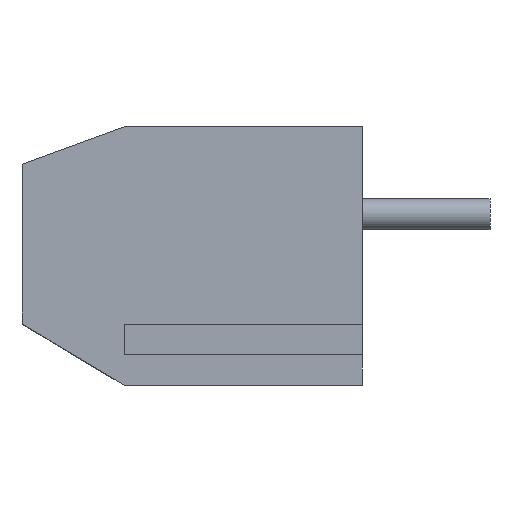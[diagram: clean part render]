
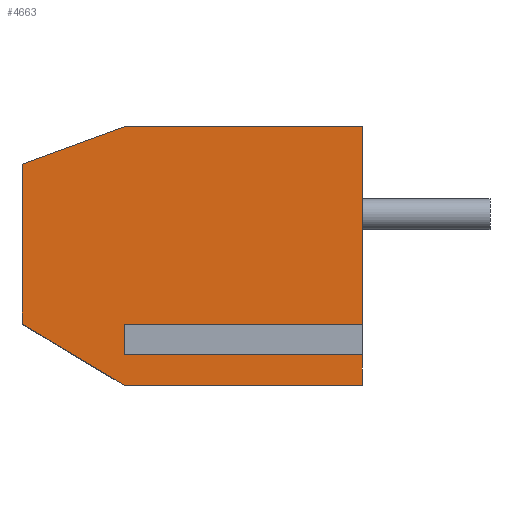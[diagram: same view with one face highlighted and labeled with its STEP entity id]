
A CAD part, left-side view. The second image highlights one B-rep face of the part: STEP entity #4663.
In plain terms, the highlighted planar face has unit normal (-1, 0, 0).
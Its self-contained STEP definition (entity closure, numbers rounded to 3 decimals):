
#87 = LINE ( 'NONE', #4148, #5257 ) ;
#209 = VECTOR ( 'NONE', #4770, 1000. ) ;
#311 = LINE ( 'NONE', #3995, #4728 ) ;
#318 = VERTEX_POINT ( 'NONE', #700 ) ;
#509 = VERTEX_POINT ( 'NONE', #1639 ) ;
#586 = PLANE ( 'NONE',  #3218 ) ;
#671 = CARTESIAN_POINT ( 'NONE',  ( -5., 0., -3.8 ) ) ;
#678 = CARTESIAN_POINT ( 'NONE',  ( -5., 7., -2.9 ) ) ;
#700 = CARTESIAN_POINT ( 'NONE',  ( -5., 10., 2.7 ) ) ;
#710 = VECTOR ( 'NONE', #2428, 1000. ) ;
#787 = EDGE_CURVE ( 'NONE', #1929, #3030, #3492, .T. ) ;
#806 = VERTEX_POINT ( 'NONE', #671 ) ;
#908 = EDGE_CURVE ( 'NONE', #806, #1240, #973, .T. ) ;
#935 = LINE ( 'NONE', #5509, #710 ) ;
#973 = LINE ( 'NONE', #5058, #5198 ) ;
#1007 = VECTOR ( 'NONE', #1428, 1000. ) ;
#1091 = LINE ( 'NONE', #1572, #4739 ) ;
#1240 = VERTEX_POINT ( 'NONE', #1627 ) ;
#1428 = DIRECTION ( 'NONE',  ( 0., 0., 1. ) ) ;
#1440 = VERTEX_POINT ( 'NONE', #2931 ) ;
#1572 = CARTESIAN_POINT ( 'NONE',  ( -5., 0., -2. ) ) ;
#1627 = CARTESIAN_POINT ( 'NONE',  ( -5., 0., -2.9 ) ) ;
#1639 = CARTESIAN_POINT ( 'NONE',  ( -5., 7., 3.8 ) ) ;
#1696 = ORIENTED_EDGE ( 'NONE', *, *, #5562, .F. ) ;
#1702 = CARTESIAN_POINT ( 'NONE',  ( -5., 0., -2. ) ) ;
#1802 = CARTESIAN_POINT ( 'NONE',  ( -5., 0., 3.8 ) ) ;
#1838 = EDGE_CURVE ( 'NONE', #3030, #1240, #3363, .T. ) ;
#1929 = VERTEX_POINT ( 'NONE', #2306 ) ;
#1947 = CARTESIAN_POINT ( 'NONE',  ( -5., 10., 2.7 ) ) ;
#2027 = CARTESIAN_POINT ( 'NONE',  ( -5., 7., -2. ) ) ;
#2133 = VERTEX_POINT ( 'NONE', #4225 ) ;
#2237 = DIRECTION ( 'NONE',  ( 0., 0., 1. ) ) ;
#2253 = VECTOR ( 'NONE', #3394, 1000. ) ;
#2306 = CARTESIAN_POINT ( 'NONE',  ( -5., 7., -2. ) ) ;
#2335 = EDGE_CURVE ( 'NONE', #1440, #4112, #311, .T. ) ;
#2366 = ORIENTED_EDGE ( 'NONE', *, *, #787, .F. ) ;
#2428 = DIRECTION ( 'NONE',  ( 0., -1., 0. ) ) ;
#2701 = LINE ( 'NONE', #1802, #3140 ) ;
#2931 = CARTESIAN_POINT ( 'NONE',  ( -5., 7., -3.8 ) ) ;
#2948 = ORIENTED_EDGE ( 'NONE', *, *, #1838, .F. ) ;
#2991 = EDGE_CURVE ( 'NONE', #509, #2133, #935, .T. ) ;
#3030 = VERTEX_POINT ( 'NONE', #678 ) ;
#3140 = VECTOR ( 'NONE', #2237, 1000. ) ;
#3218 = AXIS2_PLACEMENT_3D ( 'NONE', #5548, #4254, #4196 ) ;
#3363 = LINE ( 'NONE', #3461, #2253 ) ;
#3394 = DIRECTION ( 'NONE',  ( 0., -1., 0. ) ) ;
#3404 = ORIENTED_EDGE ( 'NONE', *, *, #4825, .F. ) ;
#3461 = CARTESIAN_POINT ( 'NONE',  ( -5., 0., -2.9 ) ) ;
#3492 = LINE ( 'NONE', #2027, #209 ) ;
#3693 = DIRECTION ( 'NONE',  ( 0., 0.939, -0.344 ) ) ;
#3697 = DIRECTION ( 'NONE',  ( 0., 0., 1. ) ) ;
#3725 = EDGE_CURVE ( 'NONE', #1440, #806, #87, .T. ) ;
#3757 = ORIENTED_EDGE ( 'NONE', *, *, #2335, .F. ) ;
#3995 = CARTESIAN_POINT ( 'NONE',  ( -5., 10., -2. ) ) ;
#4112 = VERTEX_POINT ( 'NONE', #5661 ) ;
#4139 = LINE ( 'NONE', #4691, #1007 ) ;
#4148 = CARTESIAN_POINT ( 'NONE',  ( -5., 10., -3.8 ) ) ;
#4196 = DIRECTION ( 'NONE',  ( 0., 0., -1. ) ) ;
#4225 = CARTESIAN_POINT ( 'NONE',  ( -5., 0., 3.8 ) ) ;
#4254 = DIRECTION ( 'NONE',  ( 1., 0., 0. ) ) ;
#4328 = EDGE_LOOP ( 'NONE', ( #5926, #2948, #2366, #3404, #5893, #4347, #5587, #1696, #3757, #5483 ) ) ;
#4347 = ORIENTED_EDGE ( 'NONE', *, *, #2991, .F. ) ;
#4410 = VERTEX_POINT ( 'NONE', #1702 ) ;
#4467 = VECTOR ( 'NONE', #3693, 1000. ) ;
#4602 = FACE_OUTER_BOUND ( 'NONE', #4328, .T. ) ;
#4663 = ADVANCED_FACE ( 'NONE', ( #4602 ), #586, .F. ) ;
#4691 = CARTESIAN_POINT ( 'NONE',  ( -5., 10., 3.8 ) ) ;
#4701 = DIRECTION ( 'NONE',  ( 0., -1., 0. ) ) ;
#4728 = VECTOR ( 'NONE', #5827, 1000. ) ;
#4739 = VECTOR ( 'NONE', #5238, 1000. ) ;
#4770 = DIRECTION ( 'NONE',  ( 0., 0., -1. ) ) ;
#4825 = EDGE_CURVE ( 'NONE', #4410, #1929, #1091, .T. ) ;
#5058 = CARTESIAN_POINT ( 'NONE',  ( -5., 0., 3.8 ) ) ;
#5198 = VECTOR ( 'NONE', #3697, 1000. ) ;
#5238 = DIRECTION ( 'NONE',  ( 0., 1., 0. ) ) ;
#5257 = VECTOR ( 'NONE', #4701, 1000. ) ;
#5451 = EDGE_CURVE ( 'NONE', #4410, #2133, #2701, .T. ) ;
#5483 = ORIENTED_EDGE ( 'NONE', *, *, #3725, .T. ) ;
#5509 = CARTESIAN_POINT ( 'NONE',  ( -5., 10., 3.8 ) ) ;
#5548 = CARTESIAN_POINT ( 'NONE',  ( -5., 10., 3.8 ) ) ;
#5561 = EDGE_CURVE ( 'NONE', #509, #318, #5612, .T. ) ;
#5562 = EDGE_CURVE ( 'NONE', #4112, #318, #4139, .T. ) ;
#5587 = ORIENTED_EDGE ( 'NONE', *, *, #5561, .T. ) ;
#5612 = LINE ( 'NONE', #1947, #4467 ) ;
#5661 = CARTESIAN_POINT ( 'NONE',  ( -5., 10., -2. ) ) ;
#5827 = DIRECTION ( 'NONE',  ( 0., 0.857, 0.514 ) ) ;
#5893 = ORIENTED_EDGE ( 'NONE', *, *, #5451, .T. ) ;
#5926 = ORIENTED_EDGE ( 'NONE', *, *, #908, .T. ) ;
